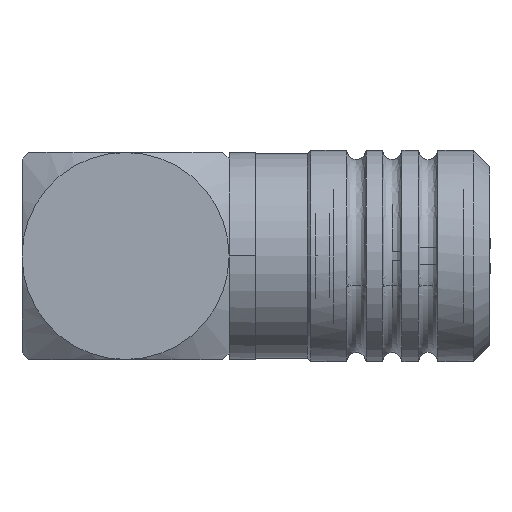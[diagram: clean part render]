
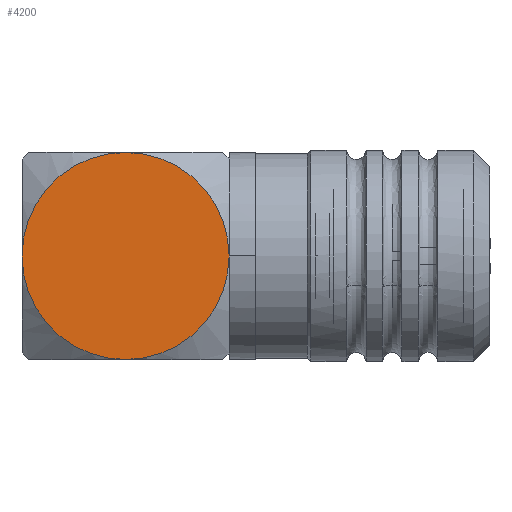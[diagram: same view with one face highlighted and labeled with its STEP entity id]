
A CAD part, left-side view. The second image highlights one B-rep face of the part: STEP entity #4200.
In plain terms, the highlighted face is planar.
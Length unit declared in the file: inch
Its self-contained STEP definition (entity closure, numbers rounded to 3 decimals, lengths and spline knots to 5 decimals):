
#179 = CIRCLE ( 'NONE', #13107, 0.125 ) ;
#184 = CARTESIAN_POINT ( 'NONE',  ( 0.12598, 0., 0.125 ) ) ;
#1387 = AXIS2_PLACEMENT_3D ( 'NONE', #7551, #8924, #3830 ) ;
#1488 = DIRECTION ( 'NONE',  ( -1., 0., 0. ) ) ;
#2008 = EDGE_CURVE ( 'NONE', #12454, #2173, #11688, .T. ) ;
#2173 = VERTEX_POINT ( 'NONE', #6884 ) ;
#2314 = DIRECTION ( 'NONE',  ( -1., 0., 0. ) ) ;
#2777 = CARTESIAN_POINT ( 'NONE',  ( 0.12598, 0., 0. ) ) ;
#3000 = CARTESIAN_POINT ( 'NONE',  ( 0.12598, 0., 0. ) ) ;
#3830 = DIRECTION ( 'NONE',  ( 0., -1., 0. ) ) ;
#3998 = FACE_OUTER_BOUND ( 'NONE', #9915, .T. ) ;
#4156 = DIRECTION ( 'NONE',  ( 0., 0., 1. ) ) ;
#4200 = ADVANCED_FACE ( 'NONE', ( #3998 ), #11179, .F. ) ;
#4372 = ORIENTED_EDGE ( 'NONE', *, *, #2008, .F. ) ;
#4382 = EDGE_CURVE ( 'NONE', #14490, #12454, #9663, .T. ) ;
#4476 = CIRCLE ( 'NONE', #8607, 0.125 ) ;
#4493 = AXIS2_PLACEMENT_3D ( 'NONE', #3000, #5365, #4156 ) ;
#4732 = AXIS2_PLACEMENT_3D ( 'NONE', #11377, #11615, #13877 ) ;
#5159 = EDGE_CURVE ( 'NONE', #9579, #14490, #4476, .T. ) ;
#5365 = DIRECTION ( 'NONE',  ( -1., 0., 0. ) ) ;
#6206 = CARTESIAN_POINT ( 'NONE',  ( 0.12598, 0., 0. ) ) ;
#6884 = CARTESIAN_POINT ( 'NONE',  ( 0.12598, -0.125, 0. ) ) ;
#7551 = CARTESIAN_POINT ( 'NONE',  ( 0.12598, 0., 0. ) ) ;
#7725 = DIRECTION ( 'NONE',  ( 0., 0., 1. ) ) ;
#8607 = AXIS2_PLACEMENT_3D ( 'NONE', #6206, #2314, #14861 ) ;
#8924 = DIRECTION ( 'NONE',  ( -1., 0., 0. ) ) ;
#8947 = ORIENTED_EDGE ( 'NONE', *, *, #9585, .F. ) ;
#9579 = VERTEX_POINT ( 'NONE', #184 ) ;
#9585 = EDGE_CURVE ( 'NONE', #2173, #9579, #179, .T. ) ;
#9663 = CIRCLE ( 'NONE', #4493, 0.125 ) ;
#9915 = EDGE_LOOP ( 'NONE', ( #4372, #15860, #12059, #8947 ) ) ;
#10143 = CARTESIAN_POINT ( 'NONE',  ( 0.12598, 0.125, 0. ) ) ;
#10982 = CARTESIAN_POINT ( 'NONE',  ( 0.12598, 0., -0.125 ) ) ;
#11179 = PLANE ( 'NONE',  #1387 ) ;
#11377 = CARTESIAN_POINT ( 'NONE',  ( 0.12598, 0., 0. ) ) ;
#11615 = DIRECTION ( 'NONE',  ( -1., 0., 0. ) ) ;
#11688 = CIRCLE ( 'NONE', #4732, 0.125 ) ;
#12059 = ORIENTED_EDGE ( 'NONE', *, *, #5159, .F. ) ;
#12454 = VERTEX_POINT ( 'NONE', #10982 ) ;
#13107 = AXIS2_PLACEMENT_3D ( 'NONE', #2777, #1488, #7725 ) ;
#13877 = DIRECTION ( 'NONE',  ( 0., 0., 1. ) ) ;
#14490 = VERTEX_POINT ( 'NONE', #10143 ) ;
#14861 = DIRECTION ( 'NONE',  ( 0., 0., 1. ) ) ;
#15860 = ORIENTED_EDGE ( 'NONE', *, *, #4382, .F. ) ;
